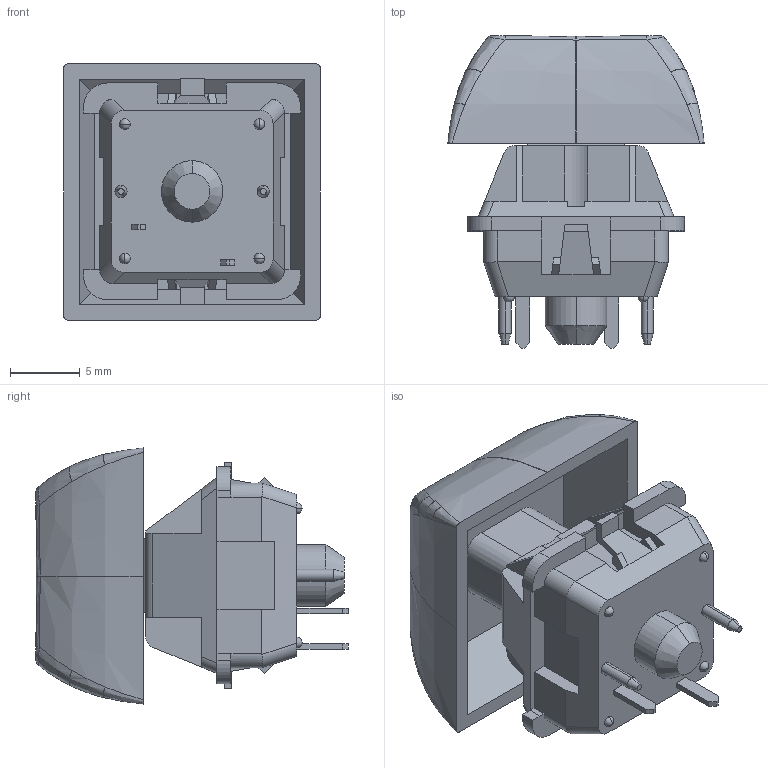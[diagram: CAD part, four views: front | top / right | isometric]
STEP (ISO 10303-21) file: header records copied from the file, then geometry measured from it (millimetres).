
FILE_DESCRIPTION(('FreeCAD Model'),'2;1');
FILE_NAME('Open CASCADE Shape Model','2022-06-09T14:38:22',('Author'),( ''),'Open CASCADE STEP processor 7.5','FreeCAD','Unknown');
FILE_SCHEMA(('AUTOMOTIVE_DESIGN { 1 0 10303 214 1 1 1 1 }'));
Length unit declared in the file: millimetre
Products named in the file (3): Cap_Switch; Cap_001; Switch_001
Assembly tree (2 placements, depth 2):
  Cap_Switch
    Cap_001
    Switch_001
Bounding box: 18.32 x 22.33 x 18.3 mm (x, y, z)
Volume: 2711.1 mm3; surface area: 2964.6 mm2
Topology: 8 solids, 8 shells, 307 faces, 810 edges, 520 vertices
Faces by surface type: plane 214, bspline 53, cylinder 26, sphere 8, cone 6
Entity records: 27009 total; most frequent: CARTESIAN_POINT 9842, DIRECTION 2635, LINE 1960, VECTOR 1960, ORIENTED_EDGE 1604, PCURVE 1604, DEFINITIONAL_REPRESENTATION 1604, EDGE_CURVE 802
